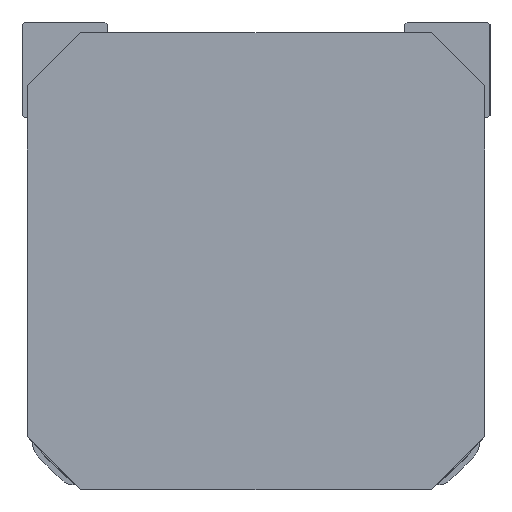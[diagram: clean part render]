
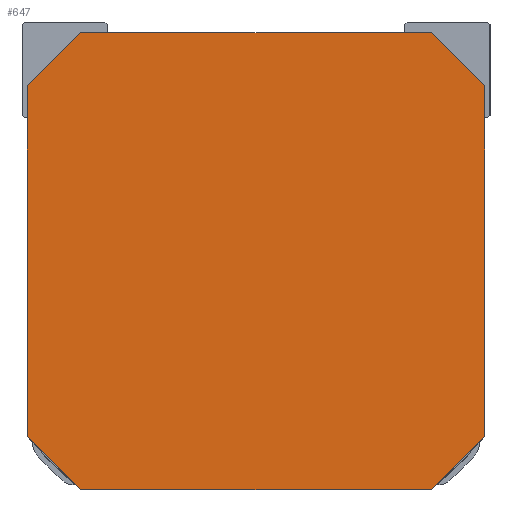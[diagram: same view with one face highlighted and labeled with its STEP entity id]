
A CAD part, front view. The second image highlights one B-rep face of the part: STEP entity #647.
In plain terms, the highlighted planar face has unit normal (0, -1, 0).
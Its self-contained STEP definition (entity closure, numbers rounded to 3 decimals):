
#647 = ADVANCED_FACE( '', ( #1419 ), #1420, .F. );
#1419 = FACE_OUTER_BOUND( '', #2327, .T. );
#1420 = PLANE( '', #2328 );
#2327 = EDGE_LOOP( '', ( #3851, #3852, #3853, #3854, #3855, #3856, #3857, #3858 ) );
#2328 = AXIS2_PLACEMENT_3D( '', #3859, #3860, #3861 );
#3851 = ORIENTED_EDGE( '', *, *, #5357, .F. );
#3852 = ORIENTED_EDGE( '', *, *, #5358, .F. );
#3853 = ORIENTED_EDGE( '', *, *, #5359, .F. );
#3854 = ORIENTED_EDGE( '', *, *, #5203, .F. );
#3855 = ORIENTED_EDGE( '', *, *, #5230, .F. );
#3856 = ORIENTED_EDGE( '', *, *, #5277, .F. );
#3857 = ORIENTED_EDGE( '', *, *, #5360, .F. );
#3858 = ORIENTED_EDGE( '', *, *, #5361, .F. );
#3859 = CARTESIAN_POINT( '', ( 0., -256., 0. ) );
#3860 = DIRECTION( '', ( 0., 1., 0. ) );
#3861 = DIRECTION( '', ( 0., 0., 1. ) );
#5203 = EDGE_CURVE( '', #6255, #6257, #6258, .T. );
#5230 = EDGE_CURVE( '', #6294, #6255, #6296, .T. );
#5277 = EDGE_CURVE( '', #6357, #6294, #6359, .T. );
#5357 = EDGE_CURVE( '', #6458, #6459, #6460, .T. );
#5358 = EDGE_CURVE( '', #6461, #6458, #6462, .T. );
#5359 = EDGE_CURVE( '', #6257, #6461, #6463, .T. );
#5360 = EDGE_CURVE( '', #6464, #6357, #6465, .T. );
#5361 = EDGE_CURVE( '', #6459, #6464, #6466, .T. );
#6255 = VERTEX_POINT( '', #7542 );
#6257 = VERTEX_POINT( '', #7545 );
#6258 = LINE( '', #7546, #7547 );
#6294 = VERTEX_POINT( '', #7593 );
#6296 = LINE( '', #7596, #7597 );
#6357 = VERTEX_POINT( '', #7676 );
#6359 = LINE( '', #7679, #7680 );
#6458 = VERTEX_POINT( '', #7809 );
#6459 = VERTEX_POINT( '', #7810 );
#6460 = LINE( '', #7811, #7812 );
#6461 = VERTEX_POINT( '', #7813 );
#6462 = LINE( '', #7814, #7815 );
#6463 = LINE( '', #7816, #7817 );
#6464 = VERTEX_POINT( '', #7818 );
#6465 = LINE( '', #7819, #7820 );
#6466 = LINE( '', #7821, #7822 );
#7542 = CARTESIAN_POINT( '', ( 16.5, -256., -21.5 ) );
#7545 = CARTESIAN_POINT( '', ( -16.5, -256., -21.5 ) );
#7546 = CARTESIAN_POINT( '', ( 16.5, -256., -21.5 ) );
#7547 = VECTOR( '', #8775, 1000. );
#7593 = CARTESIAN_POINT( '', ( 21.5, -256., -16.5 ) );
#7596 = CARTESIAN_POINT( '', ( 16.5, -256., -21.5 ) );
#7597 = VECTOR( '', #8805, 1000. );
#7676 = CARTESIAN_POINT( '', ( 21.5, -256., 16.5 ) );
#7679 = CARTESIAN_POINT( '', ( 21.5, -256., 16.5 ) );
#7680 = VECTOR( '', #8858, 1000. );
#7809 = CARTESIAN_POINT( '', ( -21.5, -256., 16.5 ) );
#7810 = CARTESIAN_POINT( '', ( -16.5, -256., 21.5 ) );
#7811 = CARTESIAN_POINT( '', ( -21.5, -256., 16.5 ) );
#7812 = VECTOR( '', #8943, 1000. );
#7813 = CARTESIAN_POINT( '', ( -21.5, -256., -16.5 ) );
#7814 = CARTESIAN_POINT( '', ( -21.5, -256., -16.5 ) );
#7815 = VECTOR( '', #8944, 1000. );
#7816 = CARTESIAN_POINT( '', ( -21.5, -256., -16.5 ) );
#7817 = VECTOR( '', #8945, 1000. );
#7818 = CARTESIAN_POINT( '', ( 16.5, -256., 21.5 ) );
#7819 = CARTESIAN_POINT( '', ( 21.5, -256., 16.5 ) );
#7820 = VECTOR( '', #8946, 1000. );
#7821 = CARTESIAN_POINT( '', ( -16.5, -256., 21.5 ) );
#7822 = VECTOR( '', #8947, 1000. );
#8775 = DIRECTION( '', ( -1., 0., 0. ) );
#8805 = DIRECTION( '', ( -0.707, 0., -0.707 ) );
#8858 = DIRECTION( '', ( 0., 0., -1. ) );
#8943 = DIRECTION( '', ( 0.707, 0., 0.707 ) );
#8944 = DIRECTION( '', ( 0., 0., 1. ) );
#8945 = DIRECTION( '', ( -0.707, 0., 0.707 ) );
#8946 = DIRECTION( '', ( 0.707, 0., -0.707 ) );
#8947 = DIRECTION( '', ( 1., 0., 0. ) );
